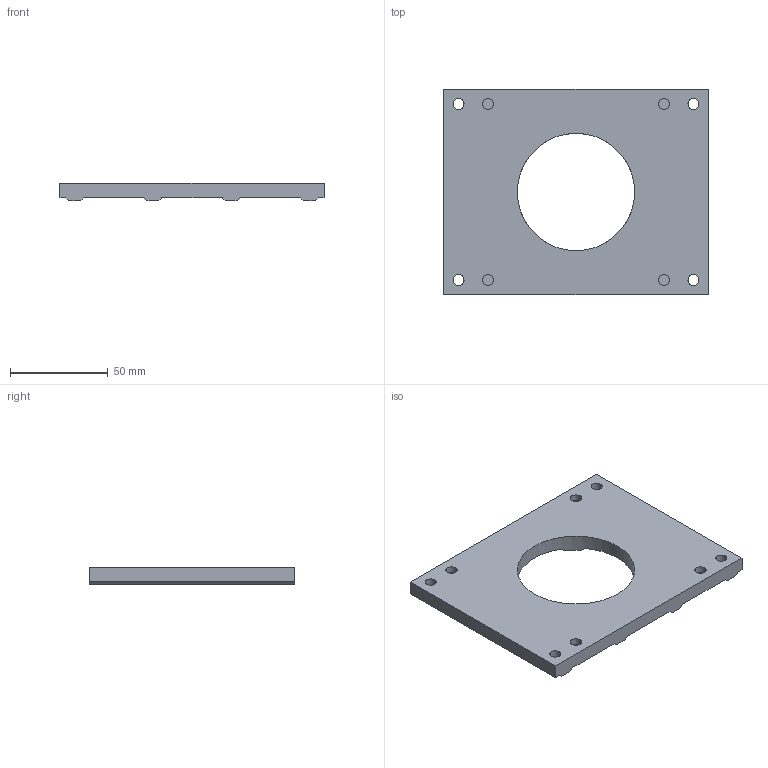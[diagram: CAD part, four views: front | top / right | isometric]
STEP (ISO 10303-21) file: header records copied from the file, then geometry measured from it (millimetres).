
FILE_DESCRIPTION(/* description */ (''),/* implementation_level */ '2;1');
FILE_NAME(/* name */ 'rotary bearing mount_v3.step',/* time_stamp */ '2022-05-10T16:52:04+01:00',/* author */ (''),/* organization */ (''),/* preprocessor_version */ 'ST-DEVELOPER v18.1',/* originating_system */ 'Autodesk Translation Framework v10.14.0.1471',/* authorisation */ '');
FILE_SCHEMA (('AUTOMOTIVE_DESIGN { 1 0 10303 214 3 1 1 }'));
Length unit declared in the file: millimetre
Products named in the file (1): rotary bearing mount
Bounding box: 135 x 105 x 8.89 mm (x, y, z)
Volume: 85649.8 mm3; surface area: 29300 mm2
Topology: 1 solids, 1 shells, 70 faces, 183 edges, 122 vertices
Faces by surface type: plane 61, cylinder 9
Full cylindrical faces by diameter (mm): 5.5 x4, 5.8 x4, 60 x1
Entity records: 2201 total; most frequent: CARTESIAN_POINT 376, ORIENTED_EDGE 366, DIRECTION 359, EDGE_CURVE 183, LINE 149, VECTOR 149, VERTEX_POINT 122, AXIS2_PLACEMENT_3D 105
